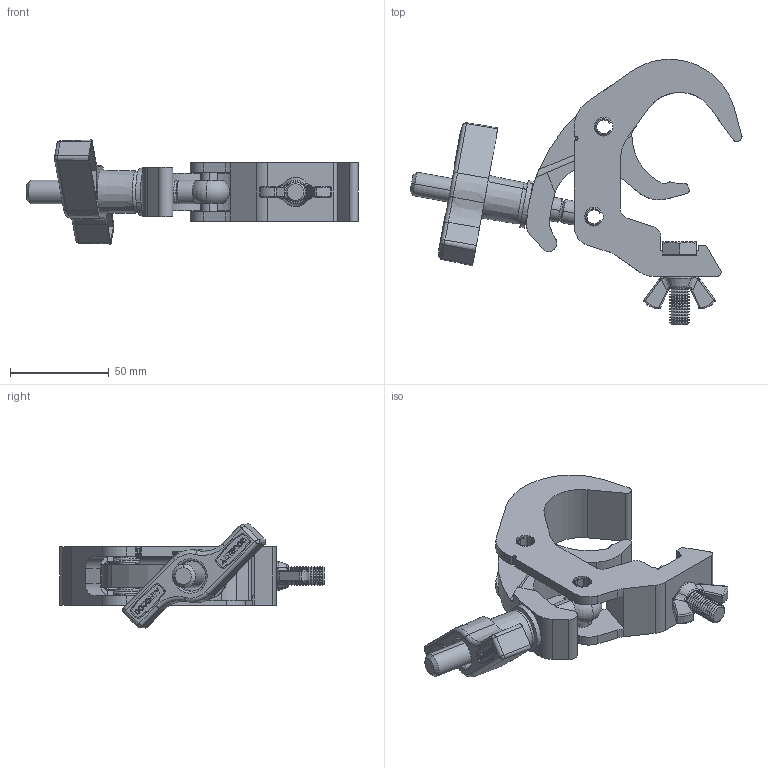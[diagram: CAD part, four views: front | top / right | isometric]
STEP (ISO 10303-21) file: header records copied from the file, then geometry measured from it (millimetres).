
FILE_DESCRIPTION (( 'STEP AP203' ), '1' );
FILE_NAME ('T58305.STEP', '2024-11-05T14:25:36', ( '' ), ( '' ), 'SwSTEP 2.0', 'SolidWorks 2022', '' );
FILE_SCHEMA (( 'CONFIG_CONTROL_DESIGN' ));
Length unit declared in the file: millimetre
Products named in the file (13): TH2020_25MM WIDE; F791; S0123; TH1978_TH602; TH2019_30MM WIDE; A Washer_Bright washer BS 4320 - M12 (Form A); F882_DIN 315-M12-GT-C-N; TH1977_No Stamping; T78052; TH733; Hex Screw GradeC_Doughty Fastners_ISO 4018 - M10 x 35-WS; T58305; S1190_For T58300
Assembly tree (13 placements, depth 3):
  T58305
    TH1977_No Stamping
      TH2019_30MM WIDE
    TH1978_TH602
      TH2020_25MM WIDE
    F791  x2
    S1190_For T58300
    T78052
      TH733
      A Washer_Bright washer BS 4320 - M12 (Form A)
      S0123
    Hex Screw GradeC_Doughty Fastners_ISO 4018 - M10 x 35-WS
    F882_DIN 315-M12-GT-C-N
Bounding box: 168.37 x 134.38 x 52.78 mm (x, y, z)
Volume: 141554.1 mm3; surface area: 56994.1 mm2
Topology: 10 solids, 10 shells, 773 faces, 2011 edges, 1263 vertices
Faces by surface type: plane 236, cylinder 223, cone 166, bspline 114, torus 26, sphere 8
Entity records: 32132 total; most frequent: CARTESIAN_POINT 12490, ORIENTED_EDGE 3922, DIRECTION 3737, EDGE_CURVE 1961, AXIS2_PLACEMENT_3D 1386, VERTEX_POINT 1239, LINE 965, VECTOR 965
